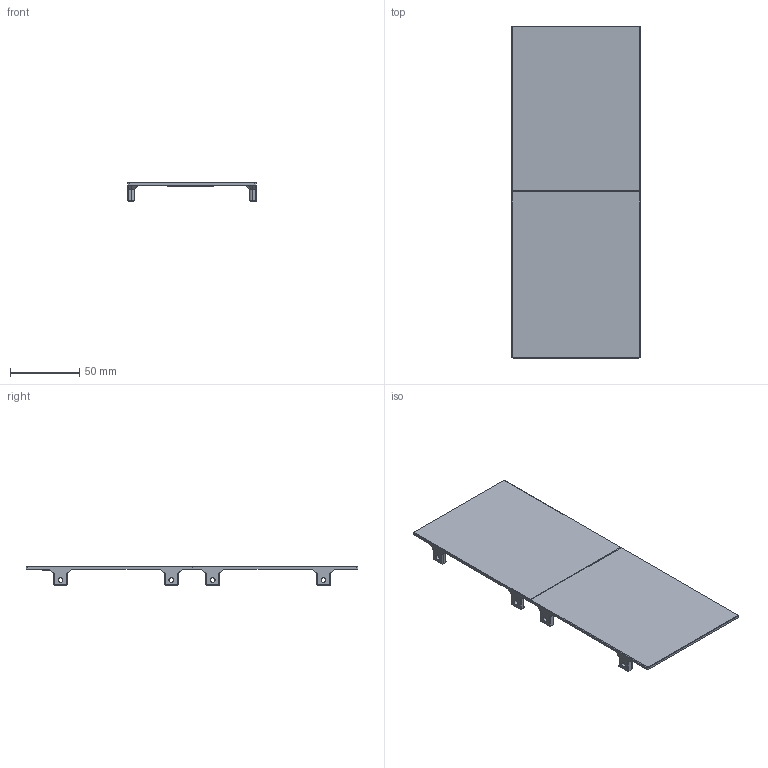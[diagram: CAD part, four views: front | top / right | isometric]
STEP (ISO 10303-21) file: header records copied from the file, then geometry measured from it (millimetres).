
FILE_DESCRIPTION(/* description */ (''),/* implementation_level */ '2;1');
FILE_NAME(/* name */ 'Z_Filler_Panel_Bottom-T.stp',/* time_stamp */ '2021-01-26T16:26:56-08:00',/* author */ (''),/* organization */ (''),/* preprocessor_version */ 'ST-DEVELOPER v18.1',/* originating_system */ 'Autodesk Translation Framework v9.7.0.1280',/* authorisation */ '');
FILE_SCHEMA (('AUTOMOTIVE_DESIGN { 1 0 10303 214 3 1 1 }'));
Length unit declared in the file: millimetre
Products named in the file (1): Rear Filler Panels
Bounding box: 93 x 240 x 14 mm (x, y, z)
Volume: 49676.9 mm3; surface area: 49032.4 mm2
Topology: 2 solids, 2 shells, 283 faces, 708 edges, 416 vertices
Faces by surface type: plane 139, cone 68, cylinder 44, bspline 32
Full cylindrical faces by diameter (mm): 3.4 x8
Entity records: 8466 total; most frequent: CARTESIAN_POINT 1968, ORIENTED_EDGE 1384, DIRECTION 1256, EDGE_CURVE 692, LINE 472, VECTOR 472, VERTEX_POINT 416, AXIS2_PLACEMENT_3D 392
